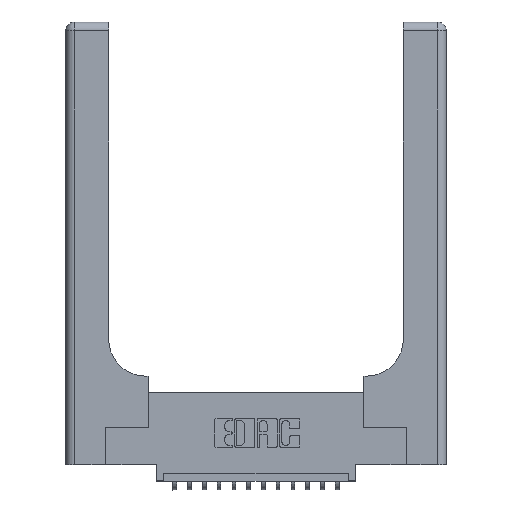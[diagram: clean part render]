
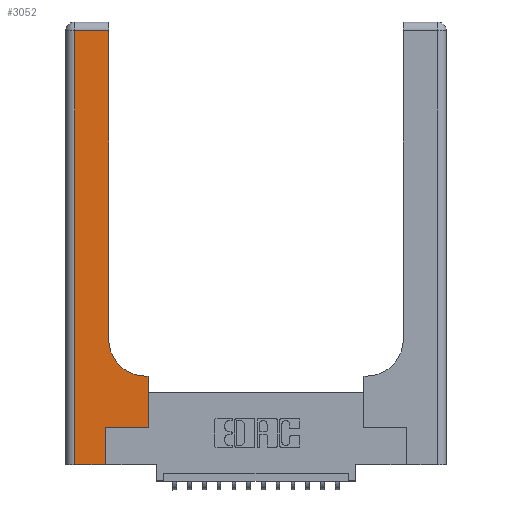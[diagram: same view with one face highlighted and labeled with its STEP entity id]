
A CAD part, top view. The second image highlights one B-rep face of the part: STEP entity #3052.
In plain terms, the highlighted planar face has unit normal (0, 0, 1).
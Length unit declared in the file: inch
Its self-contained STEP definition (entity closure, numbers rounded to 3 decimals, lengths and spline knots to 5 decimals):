
#196 = DIRECTION ( 'NONE',  ( 0., 0., -1. ) ) ;
#569 = VECTOR ( 'NONE', #1297, 39.37008 ) ;
#808 = ORIENTED_EDGE ( 'NONE', *, *, #1791, .T. ) ;
#811 = VERTEX_POINT ( 'NONE', #10698 ) ;
#852 = LINE ( 'NONE', #15596, #17597 ) ;
#893 = CARTESIAN_POINT ( 'NONE',  ( 0., 3., 0.37 ) ) ;
#900 = CARTESIAN_POINT ( 'NONE',  ( 0.269, 0., 0.37 ) ) ;
#912 = LINE ( 'NONE', #900, #11872 ) ;
#1074 = CARTESIAN_POINT ( 'NONE',  ( 0.2915, 0.85, 0.37 ) ) ;
#1199 = ORIENTED_EDGE ( 'NONE', *, *, #17091, .T. ) ;
#1297 = DIRECTION ( 'NONE',  ( -1., 0., 0. ) ) ;
#1303 = DIRECTION ( 'NONE',  ( 0., -1., 0. ) ) ;
#1791 = EDGE_CURVE ( 'NONE', #811, #2701, #912, .T. ) ;
#1945 = ORIENTED_EDGE ( 'NONE', *, *, #16274, .T. ) ;
#2145 = VECTOR ( 'NONE', #2390, 39.37008 ) ;
#2316 = CARTESIAN_POINT ( 'NONE',  ( 0.5585, 0.6, 0.37 ) ) ;
#2355 = DIRECTION ( 'NONE',  ( 0., 0., -1. ) ) ;
#2390 = DIRECTION ( 'NONE',  ( 1., 0., 0. ) ) ;
#2635 = CARTESIAN_POINT ( 'NONE',  ( 0.5585, 0.25, 0.37 ) ) ;
#2701 = VERTEX_POINT ( 'NONE', #5946 ) ;
#3052 = ADVANCED_FACE ( 'NONE', ( #16966 ), #9649, .F. ) ;
#3223 = CIRCLE ( 'NONE', #18227, 0.25 ) ;
#3436 = CARTESIAN_POINT ( 'NONE',  ( 0.5585, 0.25, 0.37 ) ) ;
#3520 = AXIS2_PLACEMENT_3D ( 'NONE', #893, #2355, #10883 ) ;
#3732 = VERTEX_POINT ( 'NONE', #11469 ) ;
#4338 = CARTESIAN_POINT ( 'NONE',  ( 0.06, 3., 0.37 ) ) ;
#4341 = DIRECTION ( 'NONE',  ( 1., 0., 0. ) ) ;
#5265 = EDGE_CURVE ( 'NONE', #6702, #18193, #11299, .T. ) ;
#5343 = EDGE_CURVE ( 'NONE', #16811, #3732, #14424, .T. ) ;
#5346 = CARTESIAN_POINT ( 'NONE',  ( 0., 0., 0.37 ) ) ;
#5437 = CARTESIAN_POINT ( 'NONE',  ( 0.5415, 0.6, 0.37 ) ) ;
#5621 = ORIENTED_EDGE ( 'NONE', *, *, #5343, .T. ) ;
#5946 = CARTESIAN_POINT ( 'NONE',  ( 0.269, 0.25, 0.37 ) ) ;
#6098 = VERTEX_POINT ( 'NONE', #1074 ) ;
#6702 = VERTEX_POINT ( 'NONE', #3436 ) ;
#7062 = DIRECTION ( 'NONE',  ( -1., 0., 0. ) ) ;
#7156 = EDGE_CURVE ( 'NONE', #10608, #6098, #3223, .T. ) ;
#7637 = CARTESIAN_POINT ( 'NONE',  ( 0.269, 0.25, 0.37 ) ) ;
#7728 = VECTOR ( 'NONE', #1303, 39.37008 ) ;
#9026 = VERTEX_POINT ( 'NONE', #11835 ) ;
#9335 = VECTOR ( 'NONE', #16625, 39.37008 ) ;
#9479 = ORIENTED_EDGE ( 'NONE', *, *, #12185, .T. ) ;
#9556 = VECTOR ( 'NONE', #13521, 39.37008 ) ;
#9649 = PLANE ( 'NONE',  #3520 ) ;
#9654 = ORIENTED_EDGE ( 'NONE', *, *, #5265, .T. ) ;
#9741 = EDGE_LOOP ( 'NONE', ( #9479, #13373, #5621, #1199, #808, #1945, #9654, #15963, #14972 ) ) ;
#10608 = VERTEX_POINT ( 'NONE', #5437 ) ;
#10654 = LINE ( 'NONE', #7637, #9556 ) ;
#10698 = CARTESIAN_POINT ( 'NONE',  ( 0.269, 0., 0.37 ) ) ;
#10883 = DIRECTION ( 'NONE',  ( -1., 0., 0. ) ) ;
#11299 = LINE ( 'NONE', #2635, #9335 ) ;
#11469 = CARTESIAN_POINT ( 'NONE',  ( 0.06, 0., 0.37 ) ) ;
#11835 = CARTESIAN_POINT ( 'NONE',  ( 0.2915, 2.94, 0.37 ) ) ;
#11872 = VECTOR ( 'NONE', #16588, 39.37008 ) ;
#11940 = CARTESIAN_POINT ( 'NONE',  ( 0.2915, 3., 0.37 ) ) ;
#12185 = EDGE_CURVE ( 'NONE', #6098, #9026, #12641, .T. ) ;
#12641 = LINE ( 'NONE', #11940, #18436 ) ;
#13373 = ORIENTED_EDGE ( 'NONE', *, *, #17208, .T. ) ;
#13521 = DIRECTION ( 'NONE',  ( 1., 0., 0. ) ) ;
#13563 = DIRECTION ( 'NONE',  ( 0., 1., 0. ) ) ;
#14424 = LINE ( 'NONE', #4338, #7728 ) ;
#14924 = EDGE_CURVE ( 'NONE', #18193, #10608, #852, .T. ) ;
#14972 = ORIENTED_EDGE ( 'NONE', *, *, #7156, .T. ) ;
#15407 = CARTESIAN_POINT ( 'NONE',  ( 0.5415, 0.85, 0.37 ) ) ;
#15596 = CARTESIAN_POINT ( 'NONE',  ( 0.2915, 0.6, 0.37 ) ) ;
#15963 = ORIENTED_EDGE ( 'NONE', *, *, #14924, .T. ) ;
#16274 = EDGE_CURVE ( 'NONE', #2701, #6702, #10654, .T. ) ;
#16588 = DIRECTION ( 'NONE',  ( 0., 1., 0. ) ) ;
#16625 = DIRECTION ( 'NONE',  ( 0., 1., 0. ) ) ;
#16811 = VERTEX_POINT ( 'NONE', #17676 ) ;
#16874 = LINE ( 'NONE', #18394, #569 ) ;
#16966 = FACE_OUTER_BOUND ( 'NONE', #9741, .T. ) ;
#17091 = EDGE_CURVE ( 'NONE', #3732, #811, #17770, .T. ) ;
#17208 = EDGE_CURVE ( 'NONE', #9026, #16811, #16874, .T. ) ;
#17597 = VECTOR ( 'NONE', #7062, 39.37008 ) ;
#17676 = CARTESIAN_POINT ( 'NONE',  ( 0.06, 2.94, 0.37 ) ) ;
#17770 = LINE ( 'NONE', #5346, #2145 ) ;
#18193 = VERTEX_POINT ( 'NONE', #2316 ) ;
#18227 = AXIS2_PLACEMENT_3D ( 'NONE', #15407, #196, #4341 ) ;
#18394 = CARTESIAN_POINT ( 'NONE',  ( 0., 2.94, 0.37 ) ) ;
#18436 = VECTOR ( 'NONE', #13563, 39.37008 ) ;
